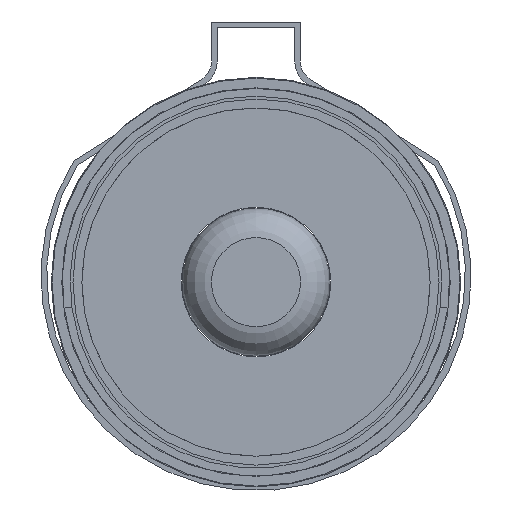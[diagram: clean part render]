
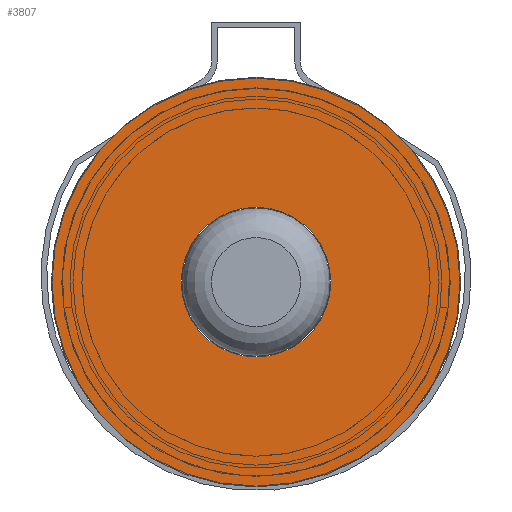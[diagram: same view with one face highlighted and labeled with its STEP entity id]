
A CAD part, front view. The second image highlights one B-rep face of the part: STEP entity #3807.
In plain terms, the highlighted planar face has unit normal (0, -1, 0).
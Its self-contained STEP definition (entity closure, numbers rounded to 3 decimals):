
#5 = ORIENTED_EDGE ( 'NONE', *, *, #2086, .F. ) ;
#74 = EDGE_CURVE ( 'NONE', #2459, #2459, #1844, .T. ) ;
#215 = PLANE ( 'NONE',  #3874 ) ;
#585 = CIRCLE ( 'NONE', #3169, 36.865 ) ;
#605 = FACE_OUTER_BOUND ( 'NONE', #3983, .T. ) ;
#881 = DIRECTION ( 'NONE',  ( 1., 0., 0. ) ) ;
#1103 = CARTESIAN_POINT ( 'NONE',  ( 0., -752., -47. ) ) ;
#1132 = EDGE_LOOP ( 'NONE', ( #2428 ) ) ;
#1228 = CARTESIAN_POINT ( 'NONE',  ( 0., -752., -83.865 ) ) ;
#1461 = CARTESIAN_POINT ( 'NONE',  ( 0., -752., -47. ) ) ;
#1464 = DIRECTION ( 'NONE',  ( 0., 0., -1. ) ) ;
#1527 = AXIS2_PLACEMENT_3D ( 'NONE', #2312, #2965, #2605 ) ;
#1818 = CARTESIAN_POINT ( 'NONE',  ( 0., -752., -60.52 ) ) ;
#1844 = CIRCLE ( 'NONE', #1527, 13.52 ) ;
#2086 = EDGE_CURVE ( 'NONE', #3935, #3935, #585, .T. ) ;
#2133 = FACE_BOUND ( 'NONE', #1132, .T. ) ;
#2312 = CARTESIAN_POINT ( 'NONE',  ( 0., -752., -47. ) ) ;
#2341 = DIRECTION ( 'NONE',  ( 0., 1., 0. ) ) ;
#2428 = ORIENTED_EDGE ( 'NONE', *, *, #74, .F. ) ;
#2459 = VERTEX_POINT ( 'NONE', #1818 ) ;
#2605 = DIRECTION ( 'NONE',  ( 0., 0., -1. ) ) ;
#2695 = DIRECTION ( 'NONE',  ( 0., -1., 0. ) ) ;
#2965 = DIRECTION ( 'NONE',  ( 0., -1., 0. ) ) ;
#3169 = AXIS2_PLACEMENT_3D ( 'NONE', #1103, #2341, #1464 ) ;
#3807 = ADVANCED_FACE ( 'NONE', ( #2133, #605 ), #215, .T. ) ;
#3874 = AXIS2_PLACEMENT_3D ( 'NONE', #1461, #2695, #881 ) ;
#3935 = VERTEX_POINT ( 'NONE', #1228 ) ;
#3983 = EDGE_LOOP ( 'NONE', ( #5 ) ) ;
